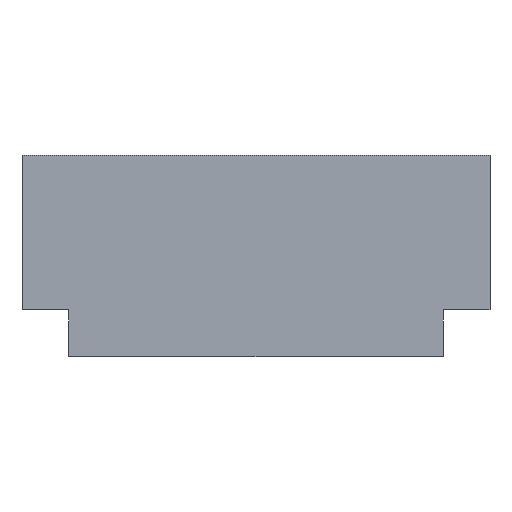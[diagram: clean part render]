
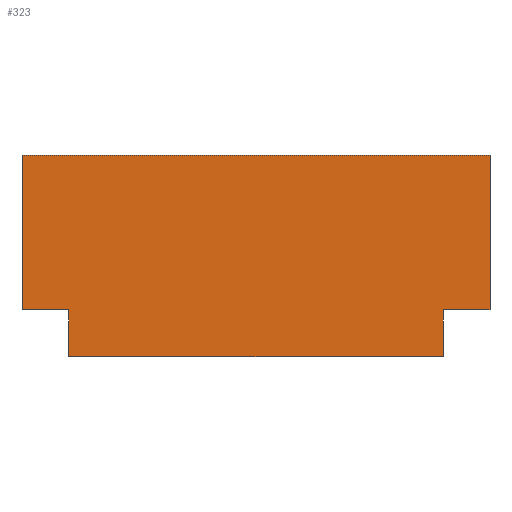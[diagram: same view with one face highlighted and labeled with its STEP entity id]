
A CAD part, front view. The second image highlights one B-rep face of the part: STEP entity #323.
In plain terms, the highlighted planar face has unit normal (0, -1, 0).
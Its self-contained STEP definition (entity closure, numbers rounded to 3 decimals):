
#81=DIRECTION('',(0.,0.,-1.));
#82=VECTOR('',#81,3.3);
#83=CARTESIAN_POINT('',(-5.,-25.,3.3));
#84=LINE('',#83,#82);
#85=DIRECTION('',(1.,0.,0.));
#86=VECTOR('',#85,1.);
#87=CARTESIAN_POINT('',(4.,-25.,0.));
#88=LINE('',#87,#86);
#89=DIRECTION('',(1.,0.,0.));
#90=VECTOR('',#89,1.);
#91=CARTESIAN_POINT('',(-5.,-25.,0.));
#92=LINE('',#91,#90);
#113=DIRECTION('',(0.,0.,-1.));
#114=VECTOR('',#113,3.3);
#115=CARTESIAN_POINT('',(5.,-25.,3.3));
#116=LINE('',#115,#114);
#133=DIRECTION('',(-1.,0.,0.));
#134=VECTOR('',#133,10.);
#135=CARTESIAN_POINT('',(5.,-25.,3.3));
#136=LINE('',#135,#134);
#185=DIRECTION('',(0.,0.,1.));
#186=VECTOR('',#185,1.);
#187=CARTESIAN_POINT('',(-4.,-25.,-1.));
#188=LINE('',#187,#186);
#209=DIRECTION('',(1.,0.,0.));
#210=VECTOR('',#209,8.);
#211=CARTESIAN_POINT('',(-4.,-25.,-1.));
#212=LINE('',#211,#210);
#217=DIRECTION('',(0.,0.,-1.));
#218=VECTOR('',#217,1.);
#219=CARTESIAN_POINT('',(4.,-25.,0.));
#220=LINE('',#219,#218);
#225=CARTESIAN_POINT('',(4.,-25.,0.));
#226=CARTESIAN_POINT('',(5.,-25.,0.));
#227=VERTEX_POINT('',#225);
#228=VERTEX_POINT('',#226);
#237=CARTESIAN_POINT('',(-4.,-25.,0.));
#238=VERTEX_POINT('',#237);
#239=CARTESIAN_POINT('',(-5.,-25.,0.));
#240=VERTEX_POINT('',#239);
#243=CARTESIAN_POINT('',(-5.,-25.,3.3));
#244=VERTEX_POINT('',#243);
#245=CARTESIAN_POINT('',(-4.,-25.,-1.));
#246=VERTEX_POINT('',#245);
#247=CARTESIAN_POINT('',(4.,-25.,-1.));
#248=VERTEX_POINT('',#247);
#249=CARTESIAN_POINT('',(5.,-25.,3.3));
#250=VERTEX_POINT('',#249);
#301=CARTESIAN_POINT('',(0.,-25.,1.15));
#302=DIRECTION('',(0.,1.,0.));
#303=DIRECTION('',(0.,0.,1.));
#304=AXIS2_PLACEMENT_3D('',#301,#302,#303);
#305=PLANE('',#304);
#307=ORIENTED_EDGE('',*,*,#306,.F.);
#309=ORIENTED_EDGE('',*,*,#308,.F.);
#311=ORIENTED_EDGE('',*,*,#310,.T.);
#312=ORIENTED_EDGE('',*,*,#278,.F.);
#314=ORIENTED_EDGE('',*,*,#313,.T.);
#316=ORIENTED_EDGE('',*,*,#315,.F.);
#318=ORIENTED_EDGE('',*,*,#317,.T.);
#320=ORIENTED_EDGE('',*,*,#319,.F.);
#321=EDGE_LOOP('',(#307,#309,#311,#312,#314,#316,#318,#320));
#322=FACE_OUTER_BOUND('',#321,.F.);
#323=ADVANCED_FACE('',(#322),#305,.F.);
#278=EDGE_CURVE('',#227,#228,#88,.T.);
#306=EDGE_CURVE('',#244,#240,#84,.T.);
#308=EDGE_CURVE('',#250,#244,#136,.T.);
#310=EDGE_CURVE('',#250,#228,#116,.T.);
#313=EDGE_CURVE('',#227,#248,#220,.T.);
#315=EDGE_CURVE('',#246,#248,#212,.T.);
#317=EDGE_CURVE('',#246,#238,#188,.T.);
#319=EDGE_CURVE('',#240,#238,#92,.T.);
